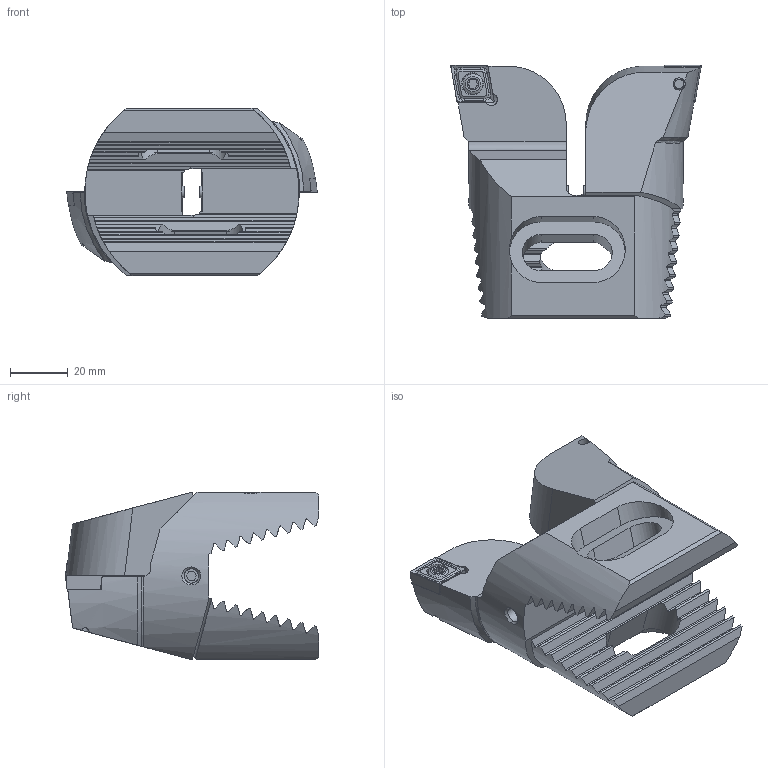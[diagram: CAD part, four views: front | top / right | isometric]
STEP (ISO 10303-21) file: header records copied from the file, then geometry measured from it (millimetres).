
FILE_DESCRIPTION (( 'STEP AP214' ), '1' );
FILE_NAME ('Z72.WCC.B11.050.STEP', '2020-08-14T11:31:05', ( '' ), ( '' ), 'SwSTEP 2.0', 'SolidWorks 2017', '' );
FILE_SCHEMA (( 'AUTOMOTIVE_DESIGN' ));
Length unit declared in the file: millimetre
Products named in the file (5): Z72.WCC.B11.050; CCMT120404; Z72-ER3.001.030; WCC-ER2.001.010_A; Z72-WCC.001.050_A
Assembly tree (8 placements, depth 2):
  Z72.WCC.B11.050
    Z72-WCC.001.050_A  x2
    WCC-ER2.001.010_A  x2
    CCMT120404  x2
    Z72-ER3.001.030  x2
Bounding box: 86.5 x 87.45 x 58 mm (x, y, z)
Volume: 146270 mm3; surface area: 38167.4 mm2
Topology: 8 solids, 8 shells, 352 faces, 964 edges, 614 vertices
Faces by surface type: plane 178, cylinder 92, cone 50, bspline 24, torus 8
Full cylindrical faces by diameter (mm): 1 x2, 4 x2, 4.2 x4, 5 x4, 5.5 x2, 6 x2, 7 x2, 7.6 x2
Entity records: 6454 total; most frequent: CARTESIAN_POINT 1899, ORIENTED_EDGE 888, DIRECTION 718, EDGE_CURVE 444, VERTEX_POINT 301, AXIS2_PLACEMENT_3D 261, EDGE_LOOP 209, LINE 196
